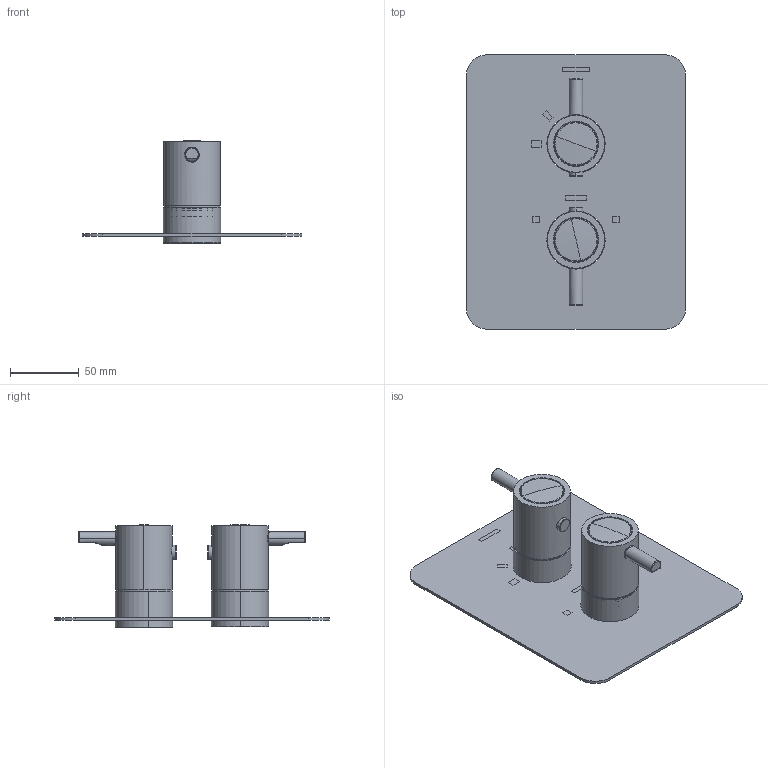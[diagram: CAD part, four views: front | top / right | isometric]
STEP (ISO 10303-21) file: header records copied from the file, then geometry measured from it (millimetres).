
FILE_DESCRIPTION (( 'STEP AP203' ), '1' );
FILE_NAME ('39DP07592.STEP', '2024-01-18T10:35:41', ( '' ), ( '' ), 'SwSTEP 2.0', 'SolidWorks 2021', '' );
FILE_SCHEMA (( 'CONFIG_CONTROL_DESIGN' ));
Length unit declared in the file: millimetre
Products named in the file (1): 39DP07592
Bounding box: 160 x 200 x 74.65 mm (x, y, z)
Volume: 122316.8 mm3; surface area: 116803.5 mm2
Topology: 11 solids, 11 shells, 644 faces, 1622 edges, 1004 vertices
Faces by surface type: plane 210, cylinder 186, bspline 106, cone 70, torus 60, sphere 12
Entity records: 24685 total; most frequent: CARTESIAN_POINT 9873, ORIENTED_EDGE 3212, DIRECTION 2932, EDGE_CURVE 1606, AXIS2_PLACEMENT_3D 1163, VERTEX_POINT 1004, EDGE_LOOP 708, ADVANCED_FACE 644
